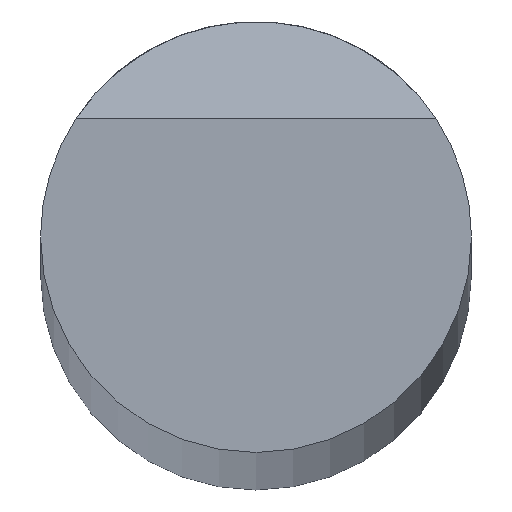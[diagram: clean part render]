
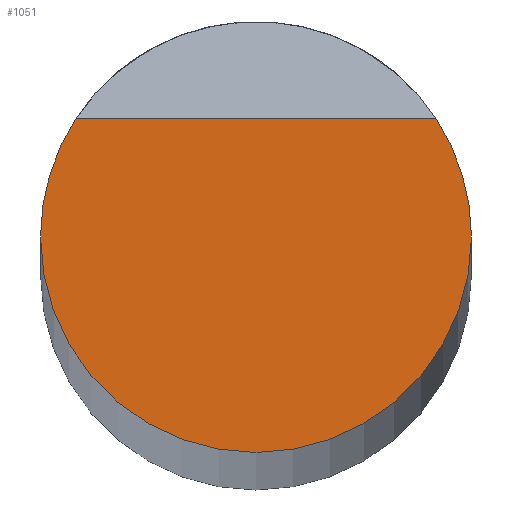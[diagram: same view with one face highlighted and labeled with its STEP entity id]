
A CAD part, top view. The second image highlights one B-rep face of the part: STEP entity #1051.
In plain terms, the highlighted planar face has unit normal (0, 0, 1).
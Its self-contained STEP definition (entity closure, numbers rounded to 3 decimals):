
#629 = DIRECTION ( 'NONE',  ( 1., 0., 0. ) ) ;
#800 = CIRCLE ( 'NONE', #8301, 10. ) ;
#929 = DIRECTION ( 'NONE',  ( 0., 0., 1. ) ) ;
#1051 = ADVANCED_FACE ( 'NONE', ( #4826 ), #6795, .T. ) ;
#2651 = CIRCLE ( 'NONE', #3469, 10. ) ;
#2823 = CARTESIAN_POINT ( 'NONE',  ( 0., 0., 998.46 ) ) ;
#2971 = DIRECTION ( 'NONE',  ( 1., 0., 0. ) ) ;
#3041 = LINE ( 'NONE', #3219, #11609 ) ;
#3105 = ORIENTED_EDGE ( 'NONE', *, *, #6771, .F. ) ;
#3219 = CARTESIAN_POINT ( 'NONE',  ( 10.001, 5.5, 998.46 ) ) ;
#3341 = CARTESIAN_POINT ( 'NONE',  ( 10., 0., 998.46 ) ) ;
#3352 = CIRCLE ( 'NONE', #10689, 10. ) ;
#3469 = AXIS2_PLACEMENT_3D ( 'NONE', #10165, #5383, #629 ) ;
#3592 = ORIENTED_EDGE ( 'NONE', *, *, #8897, .T. ) ;
#3703 = VERTEX_POINT ( 'NONE', #3341 ) ;
#3711 = EDGE_LOOP ( 'NONE', ( #11659, #3592, #11090, #3105 ) ) ;
#3738 = CARTESIAN_POINT ( 'NONE',  ( 0., 0., 998.46 ) ) ;
#4439 = EDGE_CURVE ( 'NONE', #3703, #10365, #800, .T. ) ;
#4800 = DIRECTION ( 'NONE',  ( 1., 0., 0. ) ) ;
#4826 = FACE_OUTER_BOUND ( 'NONE', #3711, .T. ) ;
#5005 = DIRECTION ( 'NONE',  ( 0., 0., 1. ) ) ;
#5383 = DIRECTION ( 'NONE',  ( 0., 0., 1. ) ) ;
#6688 = CARTESIAN_POINT ( 'NONE',  ( 8.352, 5.5, 998.46 ) ) ;
#6771 = EDGE_CURVE ( 'NONE', #8596, #10365, #3041, .T. ) ;
#6795 = PLANE ( 'NONE',  #10209 ) ;
#6922 = DIRECTION ( 'NONE',  ( 1., 0., 0. ) ) ;
#6923 = EDGE_CURVE ( 'NONE', #8596, #6952, #2651, .T. ) ;
#6952 = VERTEX_POINT ( 'NONE', #9523 ) ;
#8301 = AXIS2_PLACEMENT_3D ( 'NONE', #12591, #5005, #2971 ) ;
#8596 = VERTEX_POINT ( 'NONE', #11387 ) ;
#8897 = EDGE_CURVE ( 'NONE', #6952, #3703, #3352, .T. ) ;
#9523 = CARTESIAN_POINT ( 'NONE',  ( -10., 0., 998.46 ) ) ;
#10165 = CARTESIAN_POINT ( 'NONE',  ( 0., 0., 998.46 ) ) ;
#10209 = AXIS2_PLACEMENT_3D ( 'NONE', #3738, #12400, #10683 ) ;
#10365 = VERTEX_POINT ( 'NONE', #6688 ) ;
#10683 = DIRECTION ( 'NONE',  ( 1., 0., 0. ) ) ;
#10689 = AXIS2_PLACEMENT_3D ( 'NONE', #2823, #929, #4800 ) ;
#11090 = ORIENTED_EDGE ( 'NONE', *, *, #4439, .T. ) ;
#11387 = CARTESIAN_POINT ( 'NONE',  ( -8.352, 5.5, 998.46 ) ) ;
#11609 = VECTOR ( 'NONE', #6922, 1000. ) ;
#11659 = ORIENTED_EDGE ( 'NONE', *, *, #6923, .T. ) ;
#12400 = DIRECTION ( 'NONE',  ( 0., 0., 1. ) ) ;
#12591 = CARTESIAN_POINT ( 'NONE',  ( 0., 0., 998.46 ) ) ;
